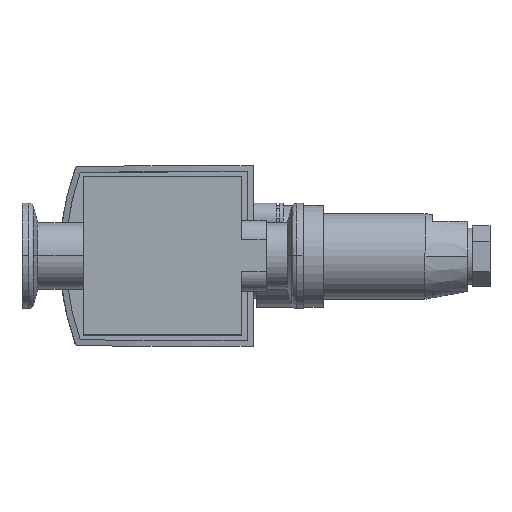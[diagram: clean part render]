
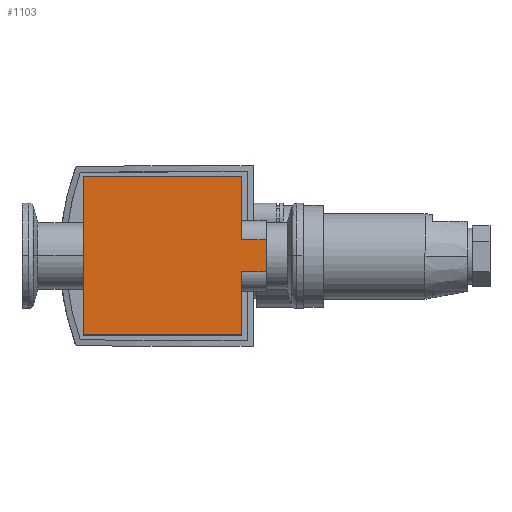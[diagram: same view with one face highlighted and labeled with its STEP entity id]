
A CAD part, top view. The second image highlights one B-rep face of the part: STEP entity #1103.
In plain terms, the highlighted planar face has unit normal (0, 0, 1).
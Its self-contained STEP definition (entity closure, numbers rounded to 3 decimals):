
#89 = AXIS2_PLACEMENT_3D ( 'NONE', #316, #1354, #4931 ) ;
#144 = DIRECTION ( 'NONE',  ( 1., 0., 0. ) ) ;
#316 = CARTESIAN_POINT ( 'NONE',  ( 0., 0., 20. ) ) ;
#342 = VERTEX_POINT ( 'NONE', #2263 ) ;
#404 = CARTESIAN_POINT ( 'NONE',  ( 22.5, 22.5, 20. ) ) ;
#433 = CARTESIAN_POINT ( 'NONE',  ( 29.5, -4.5, 20. ) ) ;
#460 = LINE ( 'NONE', #745, #4412 ) ;
#614 = CARTESIAN_POINT ( 'NONE',  ( 22.5, 22.5, 20. ) ) ;
#616 = VECTOR ( 'NONE', #1524, 1000. ) ;
#690 = LINE ( 'NONE', #1961, #6002 ) ;
#745 = CARTESIAN_POINT ( 'NONE',  ( -22.5, -22.5, 20. ) ) ;
#777 = LINE ( 'NONE', #2028, #616 ) ;
#820 = CARTESIAN_POINT ( 'NONE',  ( 22.5, -22.5, 20. ) ) ;
#905 = DIRECTION ( 'NONE',  ( 1., 0., 0. ) ) ;
#949 = LINE ( 'NONE', #614, #6258 ) ;
#955 = ORIENTED_EDGE ( 'NONE', *, *, #5554, .F. ) ;
#1020 = VECTOR ( 'NONE', #905, 1000. ) ;
#1103 = ADVANCED_FACE ( 'NONE', ( #6344 ), #5438, .T. ) ;
#1126 = ORIENTED_EDGE ( 'NONE', *, *, #5708, .F. ) ;
#1181 = ORIENTED_EDGE ( 'NONE', *, *, #4449, .F. ) ;
#1191 = VERTEX_POINT ( 'NONE', #2929 ) ;
#1307 = EDGE_CURVE ( 'NONE', #6367, #4128, #777, .T. ) ;
#1354 = DIRECTION ( 'NONE',  ( 0., 0., 1. ) ) ;
#1372 = CARTESIAN_POINT ( 'NONE',  ( 29.5, 4.5, 20. ) ) ;
#1513 = CARTESIAN_POINT ( 'NONE',  ( 22.5, -4.5, 20. ) ) ;
#1524 = DIRECTION ( 'NONE',  ( 0., 1., 0. ) ) ;
#1830 = LINE ( 'NONE', #820, #4708 ) ;
#1961 = CARTESIAN_POINT ( 'NONE',  ( 0., 4.5, 20. ) ) ;
#2028 = CARTESIAN_POINT ( 'NONE',  ( 29.5, 0., 20. ) ) ;
#2031 = EDGE_CURVE ( 'NONE', #4128, #3432, #690, .T. ) ;
#2218 = VECTOR ( 'NONE', #144, 1000. ) ;
#2241 = VECTOR ( 'NONE', #2958, 1000. ) ;
#2263 = CARTESIAN_POINT ( 'NONE',  ( 22.5, 22.5, 20. ) ) ;
#2401 = LINE ( 'NONE', #5002, #1020 ) ;
#2929 = CARTESIAN_POINT ( 'NONE',  ( -22.5, 22.5, 20. ) ) ;
#2958 = DIRECTION ( 'NONE',  ( 0., -1., 0. ) ) ;
#3009 = CARTESIAN_POINT ( 'NONE',  ( 22.5, 4.5, 20. ) ) ;
#3090 = VERTEX_POINT ( 'NONE', #1513 ) ;
#3218 = VERTEX_POINT ( 'NONE', #5221 ) ;
#3432 = VERTEX_POINT ( 'NONE', #3009 ) ;
#3578 = LINE ( 'NONE', #404, #2241 ) ;
#4032 = DIRECTION ( 'NONE',  ( -1., 0., 0. ) ) ;
#4128 = VERTEX_POINT ( 'NONE', #1372 ) ;
#4182 = ORIENTED_EDGE ( 'NONE', *, *, #1307, .T. ) ;
#4208 = DIRECTION ( 'NONE',  ( 0., -1., 0. ) ) ;
#4343 = DIRECTION ( 'NONE',  ( 0., 1., 0. ) ) ;
#4412 = VECTOR ( 'NONE', #4343, 1000. ) ;
#4449 = EDGE_CURVE ( 'NONE', #6014, #1191, #460, .T. ) ;
#4708 = VECTOR ( 'NONE', #5348, 1000. ) ;
#4931 = DIRECTION ( 'NONE',  ( 1., 0., 0. ) ) ;
#5002 = CARTESIAN_POINT ( 'NONE',  ( 0., -4.5, 20. ) ) ;
#5221 = CARTESIAN_POINT ( 'NONE',  ( 22.5, -22.5, 20. ) ) ;
#5348 = DIRECTION ( 'NONE',  ( -1., 0., 0. ) ) ;
#5376 = ORIENTED_EDGE ( 'NONE', *, *, #2031, .T. ) ;
#5420 = EDGE_LOOP ( 'NONE', ( #955, #6531, #4182, #5376, #5568, #6118, #1181, #1126 ) ) ;
#5438 = PLANE ( 'NONE',  #89 ) ;
#5554 = EDGE_CURVE ( 'NONE', #3090, #3218, #949, .T. ) ;
#5568 = ORIENTED_EDGE ( 'NONE', *, *, #5786, .F. ) ;
#5686 = CARTESIAN_POINT ( 'NONE',  ( -22.5, -22.5, 20. ) ) ;
#5708 = EDGE_CURVE ( 'NONE', #3218, #6014, #1830, .T. ) ;
#5771 = EDGE_CURVE ( 'NONE', #3090, #6367, #2401, .T. ) ;
#5786 = EDGE_CURVE ( 'NONE', #342, #3432, #3578, .T. ) ;
#6002 = VECTOR ( 'NONE', #4032, 1000. ) ;
#6014 = VERTEX_POINT ( 'NONE', #5686 ) ;
#6118 = ORIENTED_EDGE ( 'NONE', *, *, #6698, .F. ) ;
#6258 = VECTOR ( 'NONE', #4208, 1000. ) ;
#6314 = CARTESIAN_POINT ( 'NONE',  ( -22.5, 22.5, 20. ) ) ;
#6325 = LINE ( 'NONE', #6314, #2218 ) ;
#6344 = FACE_OUTER_BOUND ( 'NONE', #5420, .T. ) ;
#6367 = VERTEX_POINT ( 'NONE', #433 ) ;
#6531 = ORIENTED_EDGE ( 'NONE', *, *, #5771, .T. ) ;
#6698 = EDGE_CURVE ( 'NONE', #1191, #342, #6325, .T. ) ;
